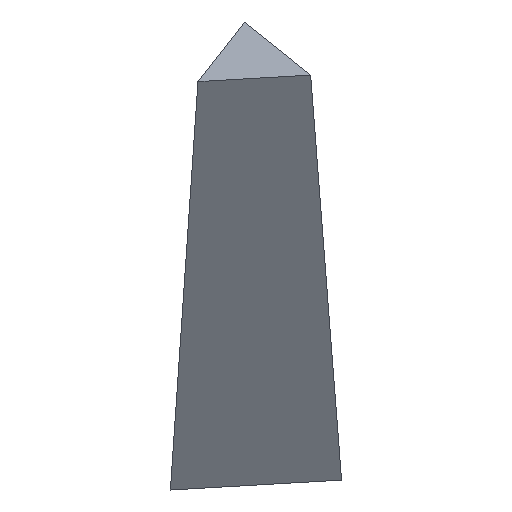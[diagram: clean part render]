
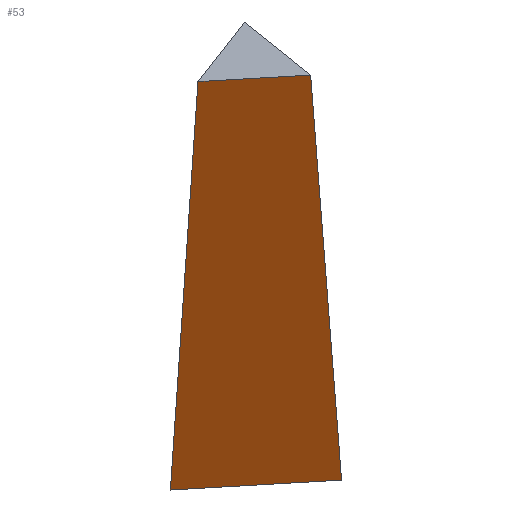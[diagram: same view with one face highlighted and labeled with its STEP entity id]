
A CAD part, isometric view. The second image highlights one B-rep face of the part: STEP entity #53.
In plain terms, the highlighted planar face has unit normal (-0.633, -0.774, 0.035).
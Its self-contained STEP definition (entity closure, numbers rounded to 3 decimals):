
#17 = VECTOR ( 'NONE', #156, 1000. ) ;
#31 = VECTOR ( 'NONE', #138, 1000. ) ;
#32 = VECTOR ( 'NONE', #134, 1000. ) ;
#34 = AXIS2_PLACEMENT_3D ( 'NONE', #129, #130, #131 ) ;
#37 = FACE_OUTER_BOUND ( 'NONE', #105, .T. ) ;
#42 = VECTOR ( 'NONE', #112, 1000. ) ;
#45 = EDGE_CURVE ( 'NONE', #86, #83, #110, .T. ) ;
#53 = ADVANCED_FACE ( 'NONE', ( #37 ), #128, .T. ) ;
#55 = EDGE_CURVE ( 'NONE', #81, #85, #132, .T. ) ;
#56 = EDGE_CURVE ( 'NONE', #85, #83, #136, .T. ) ;
#68 = EDGE_CURVE ( 'NONE', #81, #86, #154, .T. ) ;
#81 = VERTEX_POINT ( 'NONE', #157 ) ;
#83 = VERTEX_POINT ( 'NONE', #159 ) ;
#85 = VERTEX_POINT ( 'NONE', #161 ) ;
#86 = VERTEX_POINT ( 'NONE', #162 ) ;
#87 = ORIENTED_EDGE ( 'NONE', *, *, #45, .F. ) ;
#88 = ORIENTED_EDGE ( 'NONE', *, *, #68, .F. ) ;
#90 = ORIENTED_EDGE ( 'NONE', *, *, #55, .T. ) ;
#92 = ORIENTED_EDGE ( 'NONE', *, *, #56, .T. ) ;
#105 = EDGE_LOOP ( 'NONE', ( #92, #87, #88, #90 ) ) ;
#110 = LINE ( 'NONE', #111, #42 ) ;
#111 = CARTESIAN_POINT ( 'NONE',  ( -7.051, -3.977, 0. ) ) ;
#112 = DIRECTION ( 'NONE',  ( 0.025, -0.065, -0.998 ) ) ;
#128 = PLANE ( 'NONE',  #34 ) ;
#129 = CARTESIAN_POINT ( 'NONE',  ( -26.229, 11.706, 0. ) ) ;
#130 = DIRECTION ( 'NONE',  ( -0.633, -0.774, 0.035 ) ) ;
#131 = DIRECTION ( 'NONE',  ( 0.774, -0.633, 0. ) ) ;
#132 = LINE ( 'NONE', #133, #32 ) ;
#133 = CARTESIAN_POINT ( 'NONE',  ( -26.229, 11.706, 0. ) ) ;
#134 = DIRECTION ( 'NONE',  ( -0.069, 0.011, -0.998 ) ) ;
#136 = LINE ( 'NONE', #137, #31 ) ;
#137 = CARTESIAN_POINT ( 'NONE',  ( -26.229, 11.706, 0. ) ) ;
#138 = DIRECTION ( 'NONE',  ( 0.774, -0.633, 0. ) ) ;
#154 = LINE ( 'NONE', #155, #17 ) ;
#155 = CARTESIAN_POINT ( 'NONE',  ( -24.682, 13.598, 70. ) ) ;
#156 = DIRECTION ( 'NONE',  ( 0.774, -0.633, 0. ) ) ;
#157 = CARTESIAN_POINT ( 'NONE',  ( -21.404, 10.918, 70. ) ) ;
#159 = CARTESIAN_POINT ( 'NONE',  ( -7.051, -3.977, 0. ) ) ;
#161 = CARTESIAN_POINT ( 'NONE',  ( -26.229, 11.706, 0. ) ) ;
#162 = CARTESIAN_POINT ( 'NONE',  ( -8.781, 0.595, 70. ) ) ;
